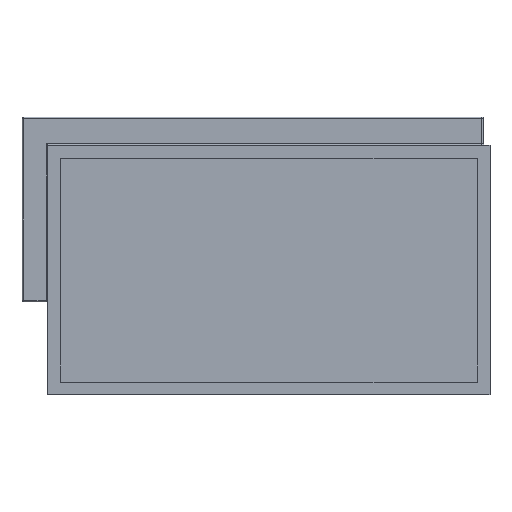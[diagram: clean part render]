
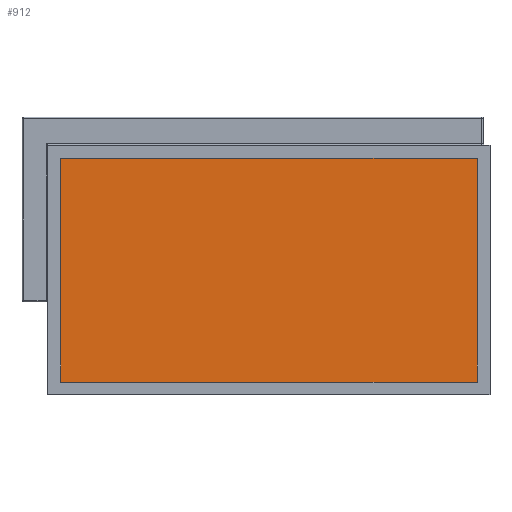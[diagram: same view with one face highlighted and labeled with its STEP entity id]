
A CAD part, front view. The second image highlights one B-rep face of the part: STEP entity #912.
In plain terms, the highlighted planar face has unit normal (0, -1, 0).
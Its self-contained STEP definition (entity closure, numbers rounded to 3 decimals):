
#85=LINE('',#1439,#180);
#88=LINE('',#1445,#183);
#90=LINE('',#1449,#185);
#91=LINE('',#1451,#186);
#180=VECTOR('',#1129,1000.);
#183=VECTOR('',#1134,1000.);
#185=VECTOR('',#1138,1000.);
#186=VECTOR('',#1141,1000.);
#307=ORIENTED_EDGE('',*,*,#541,.T.);
#308=ORIENTED_EDGE('',*,*,#544,.T.);
#309=ORIENTED_EDGE('',*,*,#546,.T.);
#310=ORIENTED_EDGE('',*,*,#547,.T.);
#541=EDGE_CURVE('',#667,#666,#85,.T.);
#544=EDGE_CURVE('',#666,#668,#88,.T.);
#546=EDGE_CURVE('',#668,#669,#90,.T.);
#547=EDGE_CURVE('',#669,#667,#91,.T.);
#666=VERTEX_POINT('',#1438);
#667=VERTEX_POINT('',#1440);
#668=VERTEX_POINT('',#1444);
#669=VERTEX_POINT('',#1448);
#758=EDGE_LOOP('',(#307,#308,#309,#310));
#821=FACE_BOUND('',#758,.T.);
#880=PLANE('',#988);
#912=ADVANCED_FACE('',(#821),#880,.T.);
#988=AXIS2_PLACEMENT_3D('',#1452,#1142,#1143);
#1129=DIRECTION('',(0.,0.,1.));
#1134=DIRECTION('',(-1.,0.,0.));
#1138=DIRECTION('',(0.,0.,-1.));
#1141=DIRECTION('',(1.,0.,0.));
#1142=DIRECTION('',(0.,-1.,0.));
#1143=DIRECTION('',(0.,0.,-1.));
#1438=CARTESIAN_POINT('',(161.,-38.5,86.5));
#1439=CARTESIAN_POINT('',(161.,-38.5,-86.5));
#1440=CARTESIAN_POINT('',(161.,-38.5,-86.5));
#1444=CARTESIAN_POINT('',(-161.,-38.5,86.5));
#1445=CARTESIAN_POINT('',(161.,-38.5,86.5));
#1448=CARTESIAN_POINT('',(-161.,-38.5,-86.5));
#1449=CARTESIAN_POINT('',(-161.,-38.5,86.5));
#1451=CARTESIAN_POINT('',(-161.,-38.5,-86.5));
#1452=CARTESIAN_POINT('',(0.,-38.5,0.));
